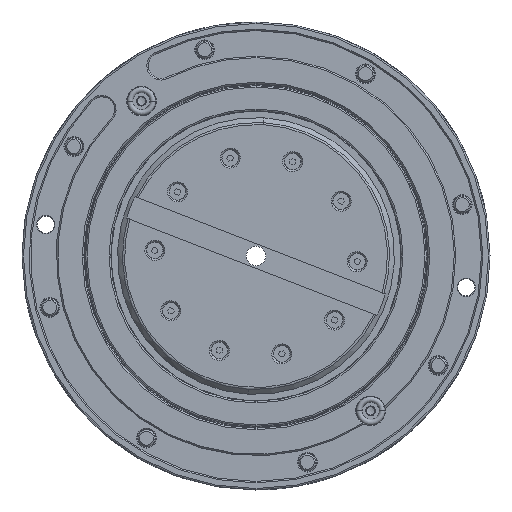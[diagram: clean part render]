
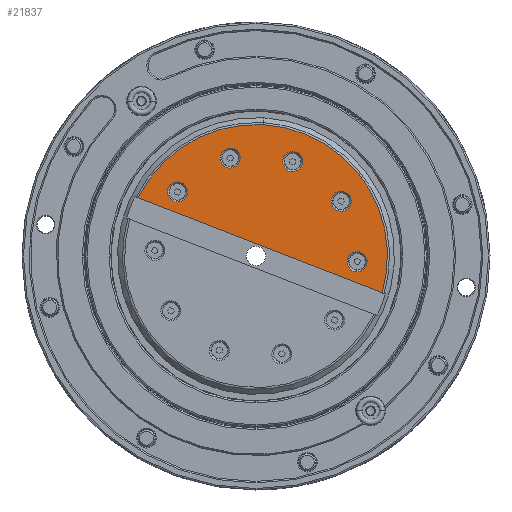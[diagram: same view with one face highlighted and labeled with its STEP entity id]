
A CAD part, front view. The second image highlights one B-rep face of the part: STEP entity #21837.
In plain terms, the highlighted face is planar.
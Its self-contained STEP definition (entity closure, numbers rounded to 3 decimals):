
#237 = CARTESIAN_POINT ( 'NONE',  ( -116.462, 60.908, 115.099 ) ) ;
#804 = CIRCLE ( 'NONE', #15226, 46.086 ) ;
#1414 = FACE_BOUND ( 'NONE', #16460, .T. ) ;
#1969 = CARTESIAN_POINT ( 'NONE',  ( -102.324, 60.908, 170.772 ) ) ;
#1978 = FACE_BOUND ( 'NONE', #21398, .T. ) ;
#2582 = DIRECTION ( 'NONE',  ( 0.969, 0., -0.246 ) ) ;
#2907 = AXIS2_PLACEMENT_3D ( 'NONE', #36931, #15827, #43572 ) ;
#3422 = CIRCLE ( 'NONE', #22087, 3.5 ) ;
#3449 = ORIENTED_EDGE ( 'NONE', *, *, #19114, .T. ) ;
#3608 = FACE_BOUND ( 'NONE', #31233, .T. ) ;
#4842 = EDGE_CURVE ( 'NONE', #8754, #21533, #39680, .T. ) ;
#5026 = EDGE_LOOP ( 'NONE', ( #12144, #28450 ) ) ;
#5168 = DIRECTION ( 'NONE',  ( 1., 0., 0. ) ) ;
#5628 = EDGE_CURVE ( 'NONE', #19421, #11893, #7493, .T. ) ;
#5820 = EDGE_CURVE ( 'NONE', #11893, #19421, #19994, .T. ) ;
#5824 = FACE_BOUND ( 'NONE', #39646, .T. ) ;
#5999 = CIRCLE ( 'NONE', #29277, 3.5 ) ;
#6066 = DIRECTION ( 'NONE',  ( 0.065, 0., -0.998 ) ) ;
#6371 = CARTESIAN_POINT ( 'NONE',  ( -127.843, 60.908, 134.18 ) ) ;
#6424 = CARTESIAN_POINT ( 'NONE',  ( -124.593, 60.908, 135.477 ) ) ;
#6827 = AXIS2_PLACEMENT_3D ( 'NONE', #1969, #43864, #26571 ) ;
#7311 = CIRCLE ( 'NONE', #43792, 46.086 ) ;
#7493 = CIRCLE ( 'NONE', #2907, 3.5 ) ;
#7800 = AXIS2_PLACEMENT_3D ( 'NONE', #13017, #37189, #6066 ) ;
#8671 = EDGE_CURVE ( 'NONE', #12585, #21176, #5999, .T. ) ;
#8754 = VERTEX_POINT ( 'NONE', #35785 ) ;
#9051 = AXIS2_PLACEMENT_3D ( 'NONE', #6424, #44146, #19916 ) ;
#9498 = EDGE_CURVE ( 'NONE', #10959, #40230, #33661, .T. ) ;
#10138 = DIRECTION ( 'NONE',  ( 0., 1., 0. ) ) ;
#10383 = EDGE_CURVE ( 'NONE', #32573, #40889, #12799, .T. ) ;
#10570 = CARTESIAN_POINT ( 'NONE',  ( -104.563, 60.908, 173.463 ) ) ;
#10959 = VERTEX_POINT ( 'NONE', #10570 ) ;
#11217 = DIRECTION ( 'NONE',  ( 0., 1., 0. ) ) ;
#11893 = VERTEX_POINT ( 'NONE', #33540 ) ;
#12144 = ORIENTED_EDGE ( 'NONE', *, *, #28080, .F. ) ;
#12450 = LINE ( 'NONE', #42106, #30395 ) ;
#12585 = VERTEX_POINT ( 'NONE', #32201 ) ;
#12799 = CIRCLE ( 'NONE', #7800, 3.5 ) ;
#13017 = CARTESIAN_POINT ( 'NONE',  ( -80.431, 60.908, 172.208 ) ) ;
#13091 = DIRECTION ( 'NONE',  ( 0., 1., 0. ) ) ;
#14272 = DIRECTION ( 'NONE',  ( 0., 1., 0. ) ) ;
#15040 = FACE_BOUND ( 'NONE', #5026, .T. ) ;
#15178 = AXIS2_PLACEMENT_3D ( 'NONE', #35360, #14272, #38721 ) ;
#15226 = AXIS2_PLACEMENT_3D ( 'NONE', #25656, #36133, #19139 ) ;
#15721 = EDGE_CURVE ( 'NONE', #22483, #22120, #804, .T. ) ;
#15827 = DIRECTION ( 'NONE',  ( 0., 1., 0. ) ) ;
#16383 = CARTESIAN_POINT ( 'NONE',  ( -102.324, 60.908, 170.772 ) ) ;
#16460 = EDGE_LOOP ( 'NONE', ( #23393, #34158 ) ) ;
#16779 = CIRCLE ( 'NONE', #15178, 3.5 ) ;
#18088 = AXIS2_PLACEMENT_3D ( 'NONE', #29284, #22012, #5168 ) ;
#18288 = VERTEX_POINT ( 'NONE', #31743 ) ;
#19114 = EDGE_CURVE ( 'NONE', #22120, #18288, #7311, .T. ) ;
#19139 = DIRECTION ( 'NONE',  ( -0.639, 0., 0.769 ) ) ;
#19364 = CARTESIAN_POINT ( 'NONE',  ( -117.05, 60.908, 101.105 ) ) ;
#19421 = VERTEX_POINT ( 'NONE', #6371 ) ;
#19619 = AXIS2_PLACEMENT_3D ( 'NONE', #37102, #13091, #2582 ) ;
#19916 = DIRECTION ( 'NONE',  ( 0.929, 0., 0.371 ) ) ;
#19994 = CIRCLE ( 'NONE', #9051, 3.5 ) ;
#21176 = VERTEX_POINT ( 'NONE', #39690 ) ;
#21398 = EDGE_LOOP ( 'NONE', ( #42649, #39901 ) ) ;
#21533 = VERTEX_POINT ( 'NONE', #27202 ) ;
#21837 = ADVANCED_FACE ( 'NONE', ( #33522, #15040, #1414, #5824, #1978, #3608 ), #39320, .T. ) ;
#22012 = DIRECTION ( 'NONE',  ( 0., 1., 0. ) ) ;
#22087 = AXIS2_PLACEMENT_3D ( 'NONE', #38041, #34814, #24370 ) ;
#22105 = ORIENTED_EDGE ( 'NONE', *, *, #15721, .T. ) ;
#22120 = VERTEX_POINT ( 'NONE', #34109 ) ;
#22483 = VERTEX_POINT ( 'NONE', #19364 ) ;
#23393 = ORIENTED_EDGE ( 'NONE', *, *, #43555, .F. ) ;
#23694 = EDGE_CURVE ( 'NONE', #21176, #12585, #39805, .T. ) ;
#24370 = DIRECTION ( 'NONE',  ( 0.534, 0., 0.846 ) ) ;
#25656 = CARTESIAN_POINT ( 'NONE',  ( -89.169, 60.908, 137.8 ) ) ;
#26571 = DIRECTION ( 'NONE',  ( 0.639, 0., -0.769 ) ) ;
#27079 = CARTESIAN_POINT ( 'NONE',  ( -80.202, 60.908, 168.715 ) ) ;
#27202 = CARTESIAN_POINT ( 'NONE',  ( -118.329, 60.908, 112.139 ) ) ;
#27563 = DIRECTION ( 'NONE',  ( 0.534, 0., 0.846 ) ) ;
#28080 = EDGE_CURVE ( 'NONE', #40889, #32573, #16779, .T. ) ;
#28450 = ORIENTED_EDGE ( 'NONE', *, *, #10383, .F. ) ;
#28486 = DIRECTION ( 'NONE',  ( 0., 1., 0. ) ) ;
#29277 = AXIS2_PLACEMENT_3D ( 'NONE', #38997, #28486, #31981 ) ;
#29284 = CARTESIAN_POINT ( 'NONE',  ( -89.169, 60.908, 137.8 ) ) ;
#30180 = DIRECTION ( 'NONE',  ( 0., 1., 0. ) ) ;
#30395 = VECTOR ( 'NONE', #35290, 1000. ) ;
#30595 = ORIENTED_EDGE ( 'NONE', *, *, #4842, .F. ) ;
#30645 = ORIENTED_EDGE ( 'NONE', *, *, #8671, .F. ) ;
#31233 = EDGE_LOOP ( 'NONE', ( #30595, #44233 ) ) ;
#31316 = AXIS2_PLACEMENT_3D ( 'NONE', #16383, #30180, #44111 ) ;
#31712 = CARTESIAN_POINT ( 'NONE',  ( -89.169, 60.908, 137.8 ) ) ;
#31743 = CARTESIAN_POINT ( 'NONE',  ( -68.054, 60.908, 178.764 ) ) ;
#31981 = DIRECTION ( 'NONE',  ( 0.969, 0., -0.246 ) ) ;
#32201 = CARTESIAN_POINT ( 'NONE',  ( -115.8, 60.908, 155.881 ) ) ;
#32421 = ORIENTED_EDGE ( 'NONE', *, *, #23694, .F. ) ;
#32573 = VERTEX_POINT ( 'NONE', #38400 ) ;
#33522 = FACE_OUTER_BOUND ( 'NONE', #44608, .T. ) ;
#33540 = CARTESIAN_POINT ( 'NONE',  ( -121.342, 60.908, 136.774 ) ) ;
#33661 = CIRCLE ( 'NONE', #31316, 3.5 ) ;
#34109 = CARTESIAN_POINT ( 'NONE',  ( -118.639, 60.908, 173.232 ) ) ;
#34158 = ORIENTED_EDGE ( 'NONE', *, *, #9498, .F. ) ;
#34814 = DIRECTION ( 'NONE',  ( 0., 1., 0. ) ) ;
#35290 = DIRECTION ( 'NONE',  ( 0.534, 0., 0.846 ) ) ;
#35360 = CARTESIAN_POINT ( 'NONE',  ( -80.431, 60.908, 172.208 ) ) ;
#35785 = CARTESIAN_POINT ( 'NONE',  ( -114.594, 60.908, 118.059 ) ) ;
#36133 = DIRECTION ( 'NONE',  ( 0., 1., 0. ) ) ;
#36931 = CARTESIAN_POINT ( 'NONE',  ( -124.593, 60.908, 135.477 ) ) ;
#37102 = CARTESIAN_POINT ( 'NONE',  ( -119.193, 60.908, 156.742 ) ) ;
#37189 = DIRECTION ( 'NONE',  ( 0., 1., 0. ) ) ;
#37487 = EDGE_CURVE ( 'NONE', #22483, #18288, #12450, .T. ) ;
#37620 = CIRCLE ( 'NONE', #6827, 3.5 ) ;
#38041 = CARTESIAN_POINT ( 'NONE',  ( -116.462, 60.908, 115.099 ) ) ;
#38400 = CARTESIAN_POINT ( 'NONE',  ( -80.66, 60.908, 175.7 ) ) ;
#38437 = DIRECTION ( 'NONE',  ( -0.639, 0., 0.769 ) ) ;
#38721 = DIRECTION ( 'NONE',  ( 0.065, 0., -0.998 ) ) ;
#38997 = CARTESIAN_POINT ( 'NONE',  ( -119.193, 60.908, 156.742 ) ) ;
#39233 = ORIENTED_EDGE ( 'NONE', *, *, #37487, .F. ) ;
#39320 = PLANE ( 'NONE',  #18088 ) ;
#39605 = AXIS2_PLACEMENT_3D ( 'NONE', #237, #10138, #27563 ) ;
#39646 = EDGE_LOOP ( 'NONE', ( #30645, #32421 ) ) ;
#39680 = CIRCLE ( 'NONE', #39605, 3.5 ) ;
#39690 = CARTESIAN_POINT ( 'NONE',  ( -122.585, 60.908, 157.604 ) ) ;
#39805 = CIRCLE ( 'NONE', #19619, 3.5 ) ;
#39901 = ORIENTED_EDGE ( 'NONE', *, *, #5628, .F. ) ;
#40230 = VERTEX_POINT ( 'NONE', #40535 ) ;
#40535 = CARTESIAN_POINT ( 'NONE',  ( -100.086, 60.908, 168.081 ) ) ;
#40889 = VERTEX_POINT ( 'NONE', #27079 ) ;
#40926 = EDGE_CURVE ( 'NONE', #21533, #8754, #3422, .T. ) ;
#42106 = CARTESIAN_POINT ( 'NONE',  ( -120.128, 60.908, 96.225 ) ) ;
#42649 = ORIENTED_EDGE ( 'NONE', *, *, #5820, .F. ) ;
#43555 = EDGE_CURVE ( 'NONE', #40230, #10959, #37620, .T. ) ;
#43572 = DIRECTION ( 'NONE',  ( 0.929, 0., 0.371 ) ) ;
#43792 = AXIS2_PLACEMENT_3D ( 'NONE', #31712, #11217, #38437 ) ;
#43864 = DIRECTION ( 'NONE',  ( 0., 1., 0. ) ) ;
#44111 = DIRECTION ( 'NONE',  ( 0.639, 0., -0.769 ) ) ;
#44146 = DIRECTION ( 'NONE',  ( 0., 1., 0. ) ) ;
#44233 = ORIENTED_EDGE ( 'NONE', *, *, #40926, .F. ) ;
#44608 = EDGE_LOOP ( 'NONE', ( #39233, #22105, #3449 ) ) ;
